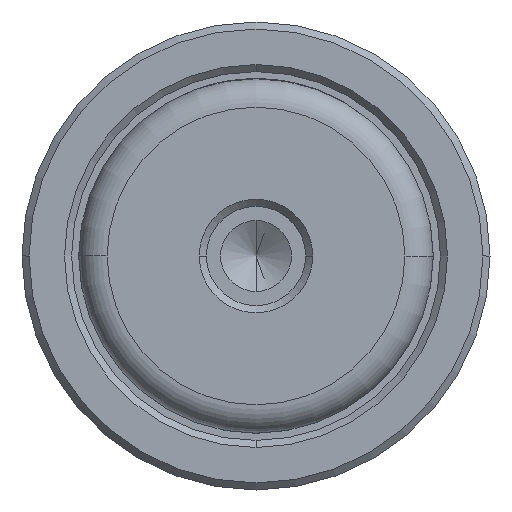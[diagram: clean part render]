
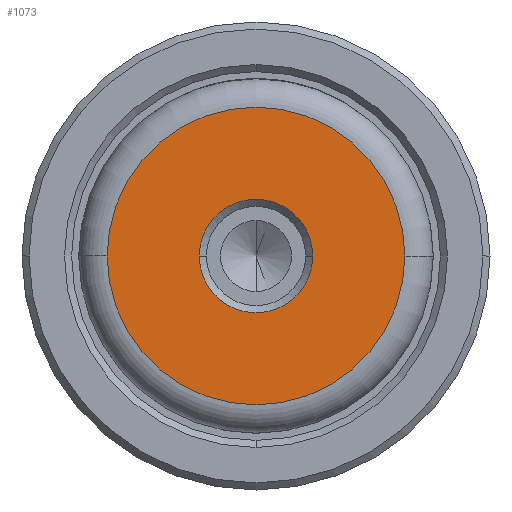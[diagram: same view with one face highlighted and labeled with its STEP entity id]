
A CAD part, left-side view. The second image highlights one B-rep face of the part: STEP entity #1073.
In plain terms, the highlighted planar face has unit normal (-1, 0, 0).
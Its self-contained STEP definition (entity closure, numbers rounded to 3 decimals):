
#6 = CARTESIAN_POINT ( 'NONE',  ( 0., 0., 0. ) ) ;
#140 = DIRECTION ( 'NONE',  ( 1., 0., 0. ) ) ;
#217 = ORIENTED_EDGE ( 'NONE', *, *, #2235, .T. ) ;
#233 = FACE_BOUND ( 'NONE', #2458, .T. ) ;
#378 = AXIS2_PLACEMENT_3D ( 'NONE', #1578, #403, #1775 ) ;
#403 = DIRECTION ( 'NONE',  ( -1., 0., 0. ) ) ;
#494 = CARTESIAN_POINT ( 'NONE',  ( 0., -4., 0. ) ) ;
#497 = EDGE_LOOP ( 'NONE', ( #1746, #659 ) ) ;
#553 = CIRCLE ( 'NONE', #378, 10.497 ) ;
#647 = VERTEX_POINT ( 'NONE', #1871 ) ;
#659 = ORIENTED_EDGE ( 'NONE', *, *, #1446, .T. ) ;
#718 = CIRCLE ( 'NONE', #2046, 10.497 ) ;
#737 = DIRECTION ( 'NONE',  ( 1., 0., 0. ) ) ;
#831 = CARTESIAN_POINT ( 'NONE',  ( 0., 4., 0. ) ) ;
#877 = VERTEX_POINT ( 'NONE', #494 ) ;
#1016 = AXIS2_PLACEMENT_3D ( 'NONE', #6, #1967, #1588 ) ;
#1037 = EDGE_CURVE ( 'NONE', #1527, #647, #553, .T. ) ;
#1071 = CIRCLE ( 'NONE', #1785, 4. ) ;
#1073 = ADVANCED_FACE ( 'NONE', ( #233, #1543 ), #2363, .T. ) ;
#1081 = CARTESIAN_POINT ( 'NONE',  ( 0., 0., 0. ) ) ;
#1093 = ORIENTED_EDGE ( 'NONE', *, *, #1971, .T. ) ;
#1280 = DIRECTION ( 'NONE',  ( 0., -1., 0. ) ) ;
#1321 = CARTESIAN_POINT ( 'NONE',  ( 0., 0., 0. ) ) ;
#1396 = CARTESIAN_POINT ( 'NONE',  ( 0., -10.497, 0. ) ) ;
#1446 = EDGE_CURVE ( 'NONE', #647, #1527, #718, .T. ) ;
#1516 = DIRECTION ( 'NONE',  ( 0., -1., 0. ) ) ;
#1527 = VERTEX_POINT ( 'NONE', #1396 ) ;
#1543 = FACE_OUTER_BOUND ( 'NONE', #497, .T. ) ;
#1578 = CARTESIAN_POINT ( 'NONE',  ( 0., 0., 0. ) ) ;
#1588 = DIRECTION ( 'NONE',  ( 0., -1., 0. ) ) ;
#1746 = ORIENTED_EDGE ( 'NONE', *, *, #1037, .T. ) ;
#1775 = DIRECTION ( 'NONE',  ( 0., -1., 0. ) ) ;
#1785 = AXIS2_PLACEMENT_3D ( 'NONE', #1931, #737, #2123 ) ;
#1871 = CARTESIAN_POINT ( 'NONE',  ( 0., 10.497, 0. ) ) ;
#1906 = VERTEX_POINT ( 'NONE', #831 ) ;
#1915 = AXIS2_PLACEMENT_3D ( 'NONE', #1321, #140, #1516 ) ;
#1931 = CARTESIAN_POINT ( 'NONE',  ( 0., 0., 0. ) ) ;
#1967 = DIRECTION ( 'NONE',  ( -1., 0., 0. ) ) ;
#1971 = EDGE_CURVE ( 'NONE', #1906, #877, #1071, .T. ) ;
#2046 = AXIS2_PLACEMENT_3D ( 'NONE', #1081, #2466, #1280 ) ;
#2123 = DIRECTION ( 'NONE',  ( 0., -1., 0. ) ) ;
#2235 = EDGE_CURVE ( 'NONE', #877, #1906, #2248, .T. ) ;
#2248 = CIRCLE ( 'NONE', #1915, 4. ) ;
#2363 = PLANE ( 'NONE',  #1016 ) ;
#2458 = EDGE_LOOP ( 'NONE', ( #217, #1093 ) ) ;
#2466 = DIRECTION ( 'NONE',  ( -1., 0., 0. ) ) ;
